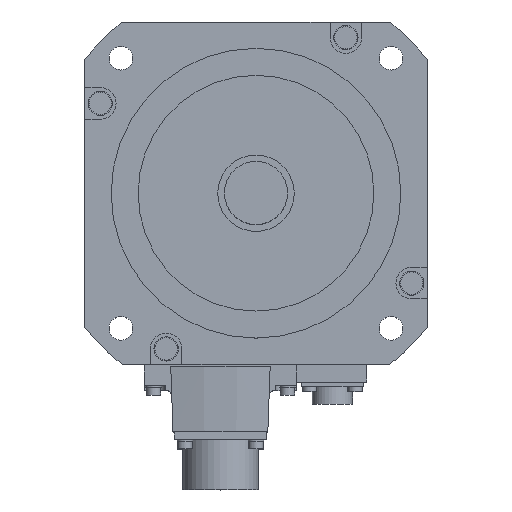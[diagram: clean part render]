
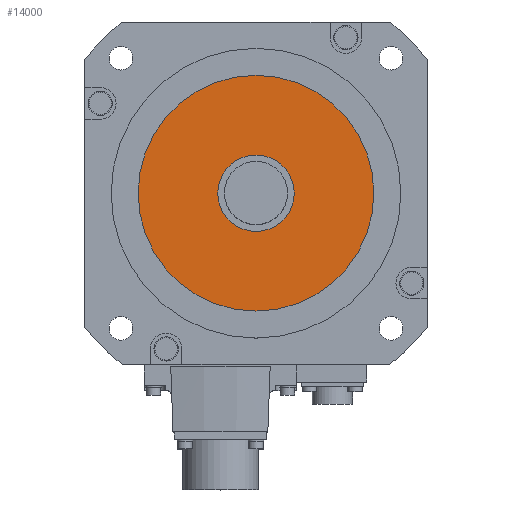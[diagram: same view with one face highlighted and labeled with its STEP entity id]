
A CAD part, top view. The second image highlights one B-rep face of the part: STEP entity #14000.
In plain terms, the highlighted planar face has unit normal (0, 0, 1).
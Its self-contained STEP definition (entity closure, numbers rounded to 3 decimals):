
#5021=CARTESIAN_POINT('',(0.,0.,2.8));
#5022=DIRECTION('',(0.,0.,1.));
#5023=DIRECTION('',(-1.,0.,0.));
#5024=AXIS2_PLACEMENT_3D('',#5021,#5022,#5023);
#5026=CARTESIAN_POINT('',(0.,0.,2.8));
#5027=DIRECTION('',(0.,0.,1.));
#5028=DIRECTION('',(1.,0.,0.));
#5029=AXIS2_PLACEMENT_3D('',#5026,#5027,#5028);
#5031=CARTESIAN_POINT('',(0.,0.,2.8));
#5032=DIRECTION('',(0.,0.,1.));
#5033=DIRECTION('',(-1.,0.,0.));
#5034=AXIS2_PLACEMENT_3D('',#5031,#5032,#5033);
#5036=CARTESIAN_POINT('',(0.,0.,2.8));
#5037=DIRECTION('',(0.,0.,1.));
#5038=DIRECTION('',(1.,0.,0.));
#5039=AXIS2_PLACEMENT_3D('',#5036,#5037,#5038);
#6325=CARTESIAN_POINT('',(-44.75,0.,2.8));
#6326=CARTESIAN_POINT('',(44.75,0.,2.8));
#6327=VERTEX_POINT('',#6325);
#6328=VERTEX_POINT('',#6326);
#6329=CARTESIAN_POINT('',(14.5,0.,2.8));
#6330=CARTESIAN_POINT('',(-14.5,0.,2.8));
#6331=VERTEX_POINT('',#6329);
#6332=VERTEX_POINT('',#6330);
#13984=CARTESIAN_POINT('',(0.,0.,2.8));
#13985=DIRECTION('',(0.,0.,1.));
#13986=DIRECTION('',(1.,0.,0.));
#13987=AXIS2_PLACEMENT_3D('',#13984,#13985,#13986);
#13988=PLANE('',#13987);
#13989=ORIENTED_EDGE('',*,*,#13974,.F.);
#13991=ORIENTED_EDGE('',*,*,#13990,.F.);
#13992=EDGE_LOOP('',(#13989,#13991));
#13993=FACE_OUTER_BOUND('',#13992,.F.);
#13995=ORIENTED_EDGE('',*,*,#13994,.T.);
#13997=ORIENTED_EDGE('',*,*,#13996,.T.);
#13998=EDGE_LOOP('',(#13995,#13997));
#13999=FACE_BOUND('',#13998,.F.);
#14000=ADVANCED_FACE('',(#13993,#13999),#13988,.T.);
#5025=CIRCLE('',#5024,44.75);
#5030=CIRCLE('',#5029,14.5);
#5035=CIRCLE('',#5034,14.5);
#5040=CIRCLE('',#5039,44.75);
#13974=EDGE_CURVE('',#6327,#6328,#5025,.T.);
#13990=EDGE_CURVE('',#6328,#6327,#5040,.T.);
#13994=EDGE_CURVE('',#6331,#6332,#5030,.T.);
#13996=EDGE_CURVE('',#6332,#6331,#5035,.T.);
